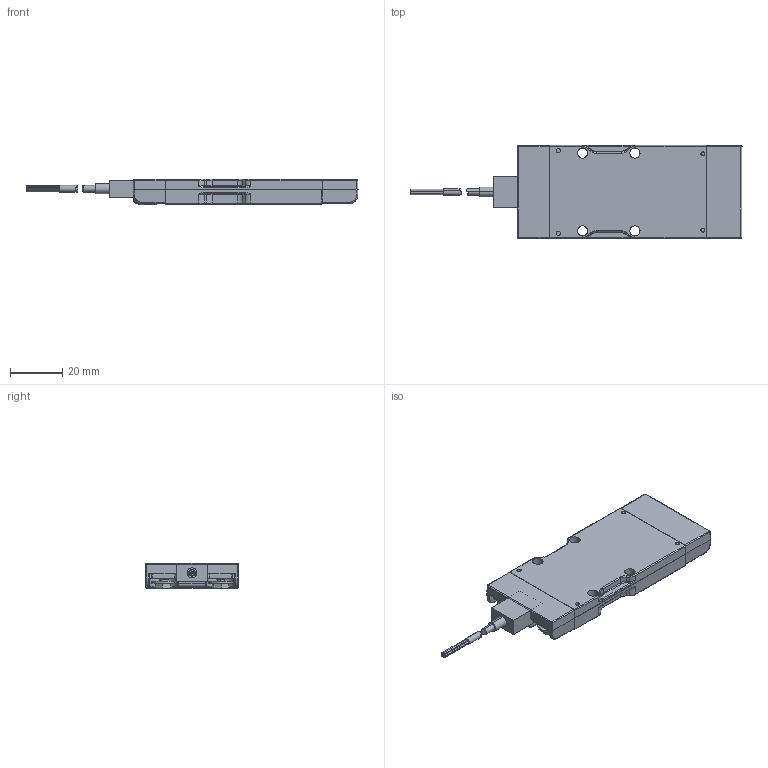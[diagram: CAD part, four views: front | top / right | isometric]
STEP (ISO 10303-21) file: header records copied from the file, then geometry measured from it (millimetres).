
FILE_DESCRIPTION (( 'STEP AP214' ), '1' );
FILE_NAME ('VIA_3414_Chassis_w_comm.STEP', '2020-12-10T13:26:06', ( '' ), ( '' ), 'SwSTEP 2.0', 'SolidWorks 2017', '' );
FILE_SCHEMA (( 'AUTOMOTIVE_DESIGN' ));
Length unit declared in the file: millimetre
Products named in the file (1): VIA_3414_Chassis_w_comm
Bounding box: 126.89 x 35.54 x 9.6 mm (x, y, z)
Volume: 27276.8 mm3; surface area: 19934.5 mm2
Topology: 30 solids, 32 shells, 1618 faces, 4027 edges, 2469 vertices
Faces by surface type: cylinder 682, plane 432, cone 226, bspline 193, torus 61, sphere 24
Entity records: 108476 total; most frequent: CARTESIAN_POINT 54716, ORIENTED_EDGE 7974, DIRECTION 6919, EDGE_CURVE 3987, AXIS2_PLACEMENT_3D 2618, VERTEX_POINT 2464, EDGE_LOOP 1707, LINE 1683
